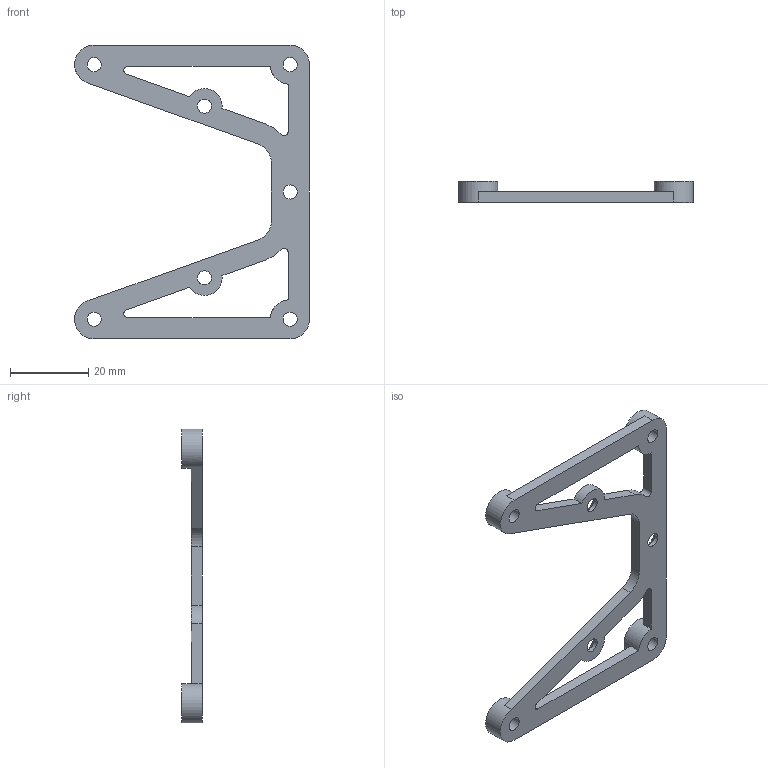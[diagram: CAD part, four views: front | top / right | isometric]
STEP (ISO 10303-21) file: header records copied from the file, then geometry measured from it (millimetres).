
FILE_DESCRIPTION(/* description */ (''),/* implementation_level */ '2;1');
FILE_NAME(/* name */ 'spacer_back v3.step',/* time_stamp */ '2021-09-22T19:32:09+03:00',/* author */ (''),/* organization */ (''),/* preprocessor_version */ 'ST-DEVELOPER v18.1',/* originating_system */ 'Autodesk Translation Framework v10.10.0.1391',/* authorisation */ '');
FILE_SCHEMA (('AUTOMOTIVE_DESIGN { 1 0 10303 214 3 1 1 }'));
Length unit declared in the file: millimetre
Products named in the file (1): spacer_back
Bounding box: 59.97 x 5.3 x 75 mm (x, y, z)
Volume: 5354.5 mm3; surface area: 5525.3 mm2
Topology: 1 solids, 1 shells, 44 faces, 132 edges, 88 vertices
Faces by surface type: cylinder 21, plane 20, cone 3
Full cylindrical faces by diameter (mm): 3.6 x7, 9.96 x1, 10 x2, 10.04 x1
Entity records: 1592 total; most frequent: DIRECTION 282, CARTESIAN_POINT 265, ORIENTED_EDGE 264, EDGE_CURVE 132, AXIS2_PLACEMENT_3D 105, VERTEX_POINT 88, LINE 72, VECTOR 72
